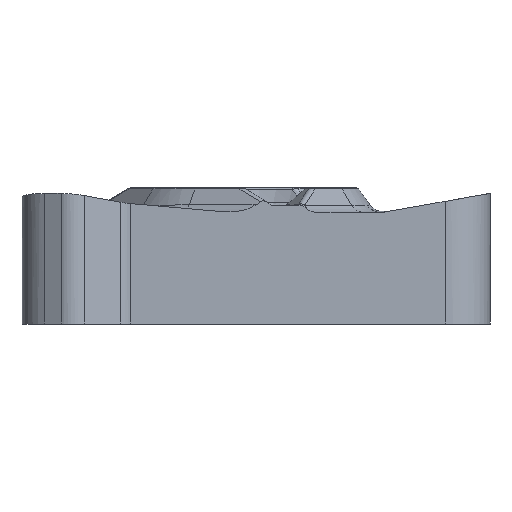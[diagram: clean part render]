
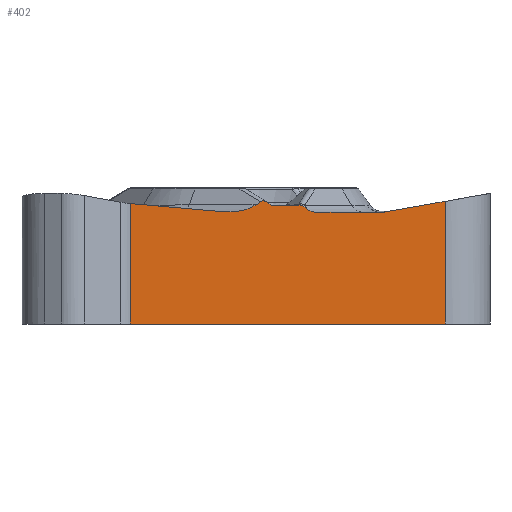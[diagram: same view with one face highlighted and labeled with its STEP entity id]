
A CAD part, left-side view. The second image highlights one B-rep face of the part: STEP entity #402.
In plain terms, the highlighted planar face has unit normal (-1, 0, 0).
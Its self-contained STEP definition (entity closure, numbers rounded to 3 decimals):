
#63=PLANE('',#2316);
#120=LINE('',#3781,#243);
#121=LINE('',#3785,#244);
#122=LINE('',#3789,#245);
#123=LINE('',#3793,#246);
#124=LINE('',#3795,#247);
#125=LINE('',#3797,#248);
#126=LINE('',#3799,#249);
#127=LINE('',#3801,#250);
#128=LINE('',#3805,#251);
#243=VECTOR('',#2643,1.);
#244=VECTOR('',#2646,1.);
#245=VECTOR('',#2649,1.);
#246=VECTOR('',#2652,1.);
#247=VECTOR('',#2653,1.);
#248=VECTOR('',#2654,1.);
#249=VECTOR('',#2655,1.);
#250=VECTOR('',#2656,1.);
#251=VECTOR('',#2659,1.);
#402=ADVANCED_FACE('',(#577),#63,.F.);
#577=FACE_OUTER_BOUND('',#711,.T.);
#711=EDGE_LOOP('',(#1072,#1073,#1074,#1075,#1076,#1077,#1078,#1079,#1080,
#1081,#1082,#1083,#1084,#1085,#1086,#1087,#1088));
#850=CIRCLE('',#2315,0.75);
#962=ELLIPSE('',#2310,0.884,0.75);
#963=ELLIPSE('',#2311,0.309,0.3);
#964=ELLIPSE('',#2312,0.309,0.3);
#965=ELLIPSE('',#2313,0.304,0.205);
#966=ELLIPSE('',#2314,1.5,0.75);
#1072=ORIENTED_EDGE('',*,*,#1923,.T.);
#1073=ORIENTED_EDGE('',*,*,#1924,.T.);
#1074=ORIENTED_EDGE('',*,*,#1859,.T.);
#1075=ORIENTED_EDGE('',*,*,#1925,.T.);
#1076=ORIENTED_EDGE('',*,*,#1926,.T.);
#1077=ORIENTED_EDGE('',*,*,#1927,.T.);
#1078=ORIENTED_EDGE('',*,*,#1928,.T.);
#1079=ORIENTED_EDGE('',*,*,#1929,.F.);
#1080=ORIENTED_EDGE('',*,*,#1930,.T.);
#1081=ORIENTED_EDGE('',*,*,#1931,.T.);
#1082=ORIENTED_EDGE('',*,*,#1932,.T.);
#1083=ORIENTED_EDGE('',*,*,#1933,.T.);
#1084=ORIENTED_EDGE('',*,*,#1934,.F.);
#1085=ORIENTED_EDGE('',*,*,#1935,.F.);
#1086=ORIENTED_EDGE('',*,*,#1936,.T.);
#1087=ORIENTED_EDGE('',*,*,#1937,.T.);
#1088=ORIENTED_EDGE('',*,*,#1938,.T.);
#1660=VERTEX_POINT('',#3597);
#1661=VERTEX_POINT('',#3598);
#1714=VERTEX_POINT('',#3773);
#1715=VERTEX_POINT('',#3774);
#1716=VERTEX_POINT('',#3780);
#1717=VERTEX_POINT('',#3782);
#1718=VERTEX_POINT('',#3784);
#1719=VERTEX_POINT('',#3786);
#1720=VERTEX_POINT('',#3788);
#1721=VERTEX_POINT('',#3790);
#1722=VERTEX_POINT('',#3792);
#1723=VERTEX_POINT('',#3794);
#1724=VERTEX_POINT('',#3796);
#1725=VERTEX_POINT('',#3798);
#1726=VERTEX_POINT('',#3800);
#1727=VERTEX_POINT('',#3802);
#1728=VERTEX_POINT('',#3804);
#1859=EDGE_CURVE('',#1660,#1661,#2195,.T.);
#1923=EDGE_CURVE('',#1714,#1715,#962,.T.);
#1924=EDGE_CURVE('',#1715,#1660,#2201,.T.);
#1925=EDGE_CURVE('',#1661,#1716,#963,.T.);
#1926=EDGE_CURVE('',#1716,#1717,#120,.T.);
#1927=EDGE_CURVE('',#1717,#1718,#964,.T.);
#1928=EDGE_CURVE('',#1718,#1719,#121,.T.);
#1929=EDGE_CURVE('',#1720,#1719,#965,.T.);
#1930=EDGE_CURVE('',#1720,#1721,#122,.T.);
#1931=EDGE_CURVE('',#1721,#1722,#966,.T.);
#1932=EDGE_CURVE('',#1722,#1723,#123,.T.);
#1933=EDGE_CURVE('',#1723,#1724,#124,.T.);
#1934=EDGE_CURVE('',#1725,#1724,#125,.T.);
#1935=EDGE_CURVE('',#1726,#1725,#126,.T.);
#1936=EDGE_CURVE('',#1726,#1727,#127,.T.);
#1937=EDGE_CURVE('',#1727,#1728,#850,.T.);
#1938=EDGE_CURVE('',#1728,#1714,#128,.T.);
#2195=B_SPLINE_CURVE_WITH_KNOTS('',3,(#3584,#3585,#3586,#3587,#3588,#3589,
#3590,#3591,#3592,#3593,#3594,#3595,#3596),.UNSPECIFIED.,.F.,.F.,(4,3,3,
3,4),(0.,0.189,0.437,0.695,1.),
 .UNSPECIFIED.);
#2201=B_SPLINE_CURVE_WITH_KNOTS('',3,(#3775,#3776,#3777,#3778),
 .UNSPECIFIED.,.F.,.F.,(4,4),(0.,1.),.UNSPECIFIED.);
#2310=AXIS2_PLACEMENT_3D('',#3772,#2639,#2640);
#2311=AXIS2_PLACEMENT_3D('',#3779,#2641,#2642);
#2312=AXIS2_PLACEMENT_3D('',#3783,#2644,#2645);
#2313=AXIS2_PLACEMENT_3D('',#3787,#2647,#2648);
#2314=AXIS2_PLACEMENT_3D('',#3791,#2650,#2651);
#2315=AXIS2_PLACEMENT_3D('',#3803,#2657,#2658);
#2316=AXIS2_PLACEMENT_3D('',#3806,#2660,#2661);
#2639=DIRECTION('',(1.,0.,0.));
#2640=DIRECTION('',(0.,-1.,0.));
#2641=DIRECTION('',(1.,0.,0.));
#2642=DIRECTION('',(0.,1.,0.));
#2643=DIRECTION('',(0.,1.,0.));
#2644=DIRECTION('',(1.,0.,0.));
#2645=DIRECTION('',(0.,1.,0.));
#2646=DIRECTION('',(0.,0.775,0.631));
#2647=DIRECTION('',(1.,0.,0.));
#2648=DIRECTION('',(0.,-0.858,-0.514));
#2649=DIRECTION('',(0.,0.814,-0.581));
#2650=DIRECTION('',(1.,0.,0.));
#2651=DIRECTION('',(0.,-1.,0.));
#2652=DIRECTION('',(0.,0.996,0.088));
#2653=DIRECTION('',(0.,0.,-1.));
#2654=DIRECTION('',(0.,1.,0.));
#2655=DIRECTION('',(0.,0.,-1.));
#2656=DIRECTION('',(0.,0.985,-0.174));
#2657=DIRECTION('',(1.,0.,0.));
#2658=DIRECTION('',(0.,1.,0.));
#2659=DIRECTION('',(0.,1.,0.));
#2660=DIRECTION('',(1.,0.,0.));
#2661=DIRECTION('',(0.,1.,0.));
#3584=CARTESIAN_POINT('',(-6.35,-2.397,-0.322));
#3585=CARTESIAN_POINT('',(-6.35,-2.386,-0.311));
#3586=CARTESIAN_POINT('',(-6.35,-2.373,-0.301));
#3587=CARTESIAN_POINT('',(-6.35,-2.359,-0.292));
#3588=CARTESIAN_POINT('',(-6.35,-2.341,-0.281));
#3589=CARTESIAN_POINT('',(-6.35,-2.321,-0.274));
#3590=CARTESIAN_POINT('',(-6.35,-2.3,-0.269));
#3591=CARTESIAN_POINT('',(-6.35,-2.279,-0.264));
#3592=CARTESIAN_POINT('',(-6.35,-2.256,-0.263));
#3593=CARTESIAN_POINT('',(-6.35,-2.234,-0.265));
#3594=CARTESIAN_POINT('',(-6.35,-2.209,-0.268));
#3595=CARTESIAN_POINT('',(-6.35,-2.183,-0.274));
#3596=CARTESIAN_POINT('',(-6.35,-2.159,-0.284));
#3597=CARTESIAN_POINT('',(-6.35,-2.397,-0.322));
#3598=CARTESIAN_POINT('',(-6.35,-2.159,-0.284));
#3772=CARTESIAN_POINT('',(-6.35,-3.088,0.15));
#3773=CARTESIAN_POINT('',(-6.35,-3.088,-0.6));
#3774=CARTESIAN_POINT('',(-6.35,-2.68,-0.515));
#3775=CARTESIAN_POINT('',(-6.35,-2.68,-0.515));
#3776=CARTESIAN_POINT('',(-6.35,-2.575,-0.469));
#3777=CARTESIAN_POINT('',(-6.35,-2.477,-0.404));
#3778=CARTESIAN_POINT('',(-6.35,-2.397,-0.322));
#3779=CARTESIAN_POINT('',(-6.35,-2.034,-0.01));
#3780=CARTESIAN_POINT('',(-6.35,-2.034,-0.31));
#3781=CARTESIAN_POINT('',(-6.35,0.,-0.31));
#3782=CARTESIAN_POINT('',(-6.35,-1.132,-0.31));
#3783=CARTESIAN_POINT('',(-6.35,-1.132,-0.01));
#3784=CARTESIAN_POINT('',(-6.35,-0.934,-0.24));
#3785=CARTESIAN_POINT('',(-6.35,11.986,10.279));
#3786=CARTESIAN_POINT('',(-6.35,-0.862,-0.181));
#3787=CARTESIAN_POINT('',(-6.35,-0.704,-0.32));
#3788=CARTESIAN_POINT('',(-6.35,-0.483,-0.121));
#3789=CARTESIAN_POINT('',(-6.35,-12.043,8.134));
#3790=CARTESIAN_POINT('',(-6.35,-0.293,-0.256));
#3791=CARTESIAN_POINT('',(-6.35,0.935,0.174));
#3792=CARTESIAN_POINT('',(-6.35,1.196,-0.565));
#3793=CARTESIAN_POINT('',(-6.35,7.512,-0.008));
#3794=CARTESIAN_POINT('',(-6.35,5.307,-0.202));
#3795=CARTESIAN_POINT('',(-6.35,5.307,25.));
#3796=CARTESIAN_POINT('',(-6.35,5.307,-5.56));
#3797=CARTESIAN_POINT('',(-6.35,0.,-5.56));
#3798=CARTESIAN_POINT('',(-6.35,-8.7,-5.56));
#3799=CARTESIAN_POINT('',(-6.35,-8.7,25.));
#3800=CARTESIAN_POINT('',(-6.35,-8.7,-0.106));
#3801=CARTESIAN_POINT('',(-6.35,-4.556,-0.837));
#3802=CARTESIAN_POINT('',(-6.35,-5.962,-0.589));
#3803=CARTESIAN_POINT('',(-6.35,-5.832,0.15));
#3804=CARTESIAN_POINT('',(-6.35,-5.832,-0.6));
#3805=CARTESIAN_POINT('',(-6.35,0.,-0.6));
#3806=CARTESIAN_POINT('',(-6.35,0.,25.));
